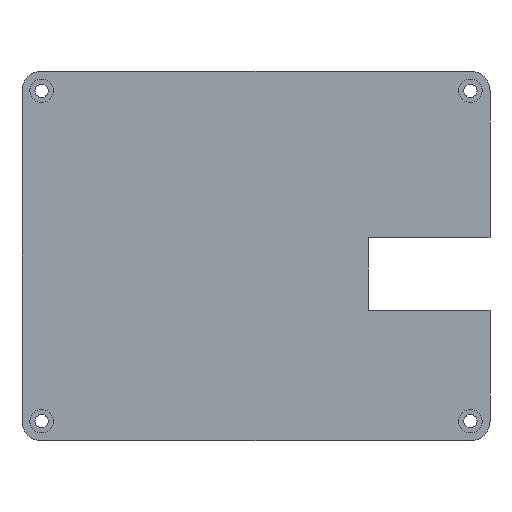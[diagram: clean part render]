
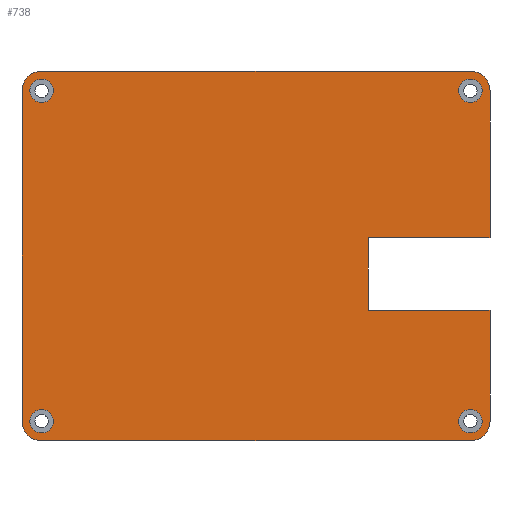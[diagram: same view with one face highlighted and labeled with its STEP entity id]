
A CAD part, front view. The second image highlights one B-rep face of the part: STEP entity #738.
In plain terms, the highlighted planar face has unit normal (0, -1, 0).
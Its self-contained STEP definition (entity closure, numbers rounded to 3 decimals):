
#39=FACE_BOUND('',#165,.T.);
#40=FACE_BOUND('',#166,.T.);
#41=FACE_BOUND('',#167,.T.);
#42=FACE_BOUND('',#168,.T.);
#68=PLANE('',#831);
#110=FACE_OUTER_BOUND('',#164,.T.);
#164=EDGE_LOOP('',(#665,#666,#667,#668,#669,#670,#671,#672,#673,#674,#675,
#676));
#165=EDGE_LOOP('',(#677));
#166=EDGE_LOOP('',(#678));
#167=EDGE_LOOP('',(#679));
#168=EDGE_LOOP('',(#680));
#179=LINE('',#1116,#243);
#184=LINE('',#1126,#248);
#187=LINE('',#1132,#251);
#196=LINE('',#1150,#260);
#214=LINE('',#1203,#278);
#220=LINE('',#1218,#284);
#222=LINE('',#1224,#286);
#226=LINE('',#1232,#290);
#243=VECTOR('',#913,10.);
#248=VECTOR('',#920,10.);
#251=VECTOR('',#925,10.);
#260=VECTOR('',#938,10.);
#278=VECTOR('',#984,10.);
#284=VECTOR('',#1000,10.);
#286=VECTOR('',#1008,10.);
#290=VECTOR('',#1018,10.);
#314=CIRCLE('',#799,5.);
#322=CIRCLE('',#810,5.);
#323=CIRCLE('',#812,5.);
#324=CIRCLE('',#815,5.);
#325=CIRCLE('',#822,3.);
#326=CIRCLE('',#824,3.);
#327=CIRCLE('',#826,3.);
#328=CIRCLE('',#828,3.);
#347=VERTEX_POINT('',#1113);
#348=VERTEX_POINT('',#1115);
#352=VERTEX_POINT('',#1125);
#354=VERTEX_POINT('',#1131);
#361=VERTEX_POINT('',#1149);
#368=VERTEX_POINT('',#1169);
#382=VERTEX_POINT('',#1202);
#383=VERTEX_POINT('',#1206);
#384=VERTEX_POINT('',#1210);
#385=VERTEX_POINT('',#1212);
#386=VERTEX_POINT('',#1216);
#387=VERTEX_POINT('',#1220);
#389=VERTEX_POINT('',#1236);
#390=VERTEX_POINT('',#1240);
#391=VERTEX_POINT('',#1244);
#392=VERTEX_POINT('',#1248);
#419=EDGE_CURVE('',#348,#347,#179,.T.);
#424=EDGE_CURVE('',#352,#348,#184,.T.);
#427=EDGE_CURVE('',#354,#352,#187,.T.);
#436=EDGE_CURVE('',#361,#354,#196,.T.);
#446=EDGE_CURVE('',#361,#368,#314,.T.);
#463=EDGE_CURVE('',#382,#368,#214,.T.);
#465=EDGE_CURVE('',#382,#383,#322,.T.);
#468=EDGE_CURVE('',#384,#385,#323,.T.);
#471=EDGE_CURVE('',#384,#386,#220,.T.);
#473=EDGE_CURVE('',#387,#386,#324,.T.);
#474=EDGE_CURVE('',#387,#383,#222,.T.);
#478=EDGE_CURVE('',#347,#385,#226,.T.);
#481=EDGE_CURVE('',#389,#389,#325,.T.);
#483=EDGE_CURVE('',#390,#390,#326,.T.);
#485=EDGE_CURVE('',#391,#391,#327,.T.);
#487=EDGE_CURVE('',#392,#392,#328,.T.);
#665=ORIENTED_EDGE('',*,*,#419,.T.);
#666=ORIENTED_EDGE('',*,*,#478,.T.);
#667=ORIENTED_EDGE('',*,*,#468,.F.);
#668=ORIENTED_EDGE('',*,*,#471,.T.);
#669=ORIENTED_EDGE('',*,*,#473,.F.);
#670=ORIENTED_EDGE('',*,*,#474,.T.);
#671=ORIENTED_EDGE('',*,*,#465,.F.);
#672=ORIENTED_EDGE('',*,*,#463,.T.);
#673=ORIENTED_EDGE('',*,*,#446,.F.);
#674=ORIENTED_EDGE('',*,*,#436,.T.);
#675=ORIENTED_EDGE('',*,*,#427,.T.);
#676=ORIENTED_EDGE('',*,*,#424,.T.);
#677=ORIENTED_EDGE('',*,*,#487,.F.);
#678=ORIENTED_EDGE('',*,*,#485,.F.);
#679=ORIENTED_EDGE('',*,*,#483,.F.);
#680=ORIENTED_EDGE('',*,*,#481,.F.);
#738=ADVANCED_FACE('',(#110,#39,#40,#41,#42),#68,.F.);
#799=AXIS2_PLACEMENT_3D('',#1170,#955,#956);
#810=AXIS2_PLACEMENT_3D('',#1207,#988,#989);
#812=AXIS2_PLACEMENT_3D('',#1213,#994,#995);
#815=AXIS2_PLACEMENT_3D('',#1222,#1004,#1005);
#822=AXIS2_PLACEMENT_3D('',#1238,#1025,#1026);
#824=AXIS2_PLACEMENT_3D('',#1242,#1030,#1031);
#826=AXIS2_PLACEMENT_3D('',#1246,#1035,#1036);
#828=AXIS2_PLACEMENT_3D('',#1250,#1040,#1041);
#831=AXIS2_PLACEMENT_3D('',#1254,#1047,#1048);
#913=DIRECTION('',(1.,0.,0.));
#920=DIRECTION('',(0.,0.,1.));
#925=DIRECTION('',(-1.,0.,0.));
#938=DIRECTION('',(0.,0.,1.));
#955=DIRECTION('center_axis',(0.,1.,0.));
#956=DIRECTION('ref_axis',(0.707,0.,-0.707));
#984=DIRECTION('',(1.,0.,0.));
#988=DIRECTION('center_axis',(0.,1.,0.));
#989=DIRECTION('ref_axis',(-0.707,0.,-0.707));
#994=DIRECTION('center_axis',(0.,1.,0.));
#995=DIRECTION('ref_axis',(0.707,0.,0.707));
#1000=DIRECTION('',(-1.,0.,0.));
#1004=DIRECTION('center_axis',(0.,1.,0.));
#1005=DIRECTION('ref_axis',(-0.707,0.,0.707));
#1008=DIRECTION('',(0.,0.,-1.));
#1018=DIRECTION('',(0.,0.,1.));
#1025=DIRECTION('center_axis',(0.,-1.,0.));
#1026=DIRECTION('ref_axis',(1.,0.,0.));
#1030=DIRECTION('center_axis',(0.,-1.,0.));
#1031=DIRECTION('ref_axis',(1.,0.,0.));
#1035=DIRECTION('center_axis',(0.,-1.,0.));
#1036=DIRECTION('ref_axis',(1.,0.,0.));
#1040=DIRECTION('center_axis',(0.,-1.,0.));
#1041=DIRECTION('ref_axis',(1.,0.,0.));
#1047=DIRECTION('center_axis',(0.,1.,0.));
#1048=DIRECTION('ref_axis',(1.,0.,0.));
#1113=CARTESIAN_POINT('',(5.149,0.,-6.715));
#1115=CARTESIAN_POINT('',(-25.751,0.,-6.715));
#1116=CARTESIAN_POINT('',(-40.051,0.,-6.715));
#1125=CARTESIAN_POINT('',(-25.751,0.,-25.215));
#1126=CARTESIAN_POINT('',(-25.751,0.,-18.294));
#1131=CARTESIAN_POINT('',(5.149,0.,-25.215));
#1132=CARTESIAN_POINT('',(-24.601,0.,-25.215));
#1149=CARTESIAN_POINT('',(5.149,0.,-53.374));
#1150=CARTESIAN_POINT('',(5.149,0.,-58.374));
#1169=CARTESIAN_POINT('',(0.149,0.,-58.374));
#1170=CARTESIAN_POINT('Origin',(0.149,0.,-53.374));
#1202=CARTESIAN_POINT('',(-108.851,0.,-58.374));
#1203=CARTESIAN_POINT('',(-113.851,0.,-58.374));
#1206=CARTESIAN_POINT('',(-113.851,0.,-53.374));
#1207=CARTESIAN_POINT('Origin',(-108.851,0.,-53.374));
#1210=CARTESIAN_POINT('',(0.149,0.,35.626));
#1212=CARTESIAN_POINT('',(5.149,0.,30.626));
#1213=CARTESIAN_POINT('Origin',(0.149,0.,30.626));
#1216=CARTESIAN_POINT('',(-108.851,0.,35.626));
#1218=CARTESIAN_POINT('',(5.149,0.,35.626));
#1220=CARTESIAN_POINT('',(-113.851,0.,30.626));
#1222=CARTESIAN_POINT('Origin',(-108.851,0.,30.626));
#1224=CARTESIAN_POINT('',(-113.851,0.,35.626));
#1232=CARTESIAN_POINT('',(5.149,0.,-58.374));
#1236=CARTESIAN_POINT('',(-2.851,0.,30.626));
#1238=CARTESIAN_POINT('Origin',(0.149,0.,30.626));
#1240=CARTESIAN_POINT('',(-111.851,0.,30.626));
#1242=CARTESIAN_POINT('Origin',(-108.851,0.,30.626));
#1244=CARTESIAN_POINT('',(-2.851,0.,-53.374));
#1246=CARTESIAN_POINT('Origin',(0.149,0.,-53.374));
#1248=CARTESIAN_POINT('',(-111.851,0.,-53.374));
#1250=CARTESIAN_POINT('Origin',(-108.851,0.,-53.374));
#1254=CARTESIAN_POINT('Origin',(-54.351,0.,-11.374));
